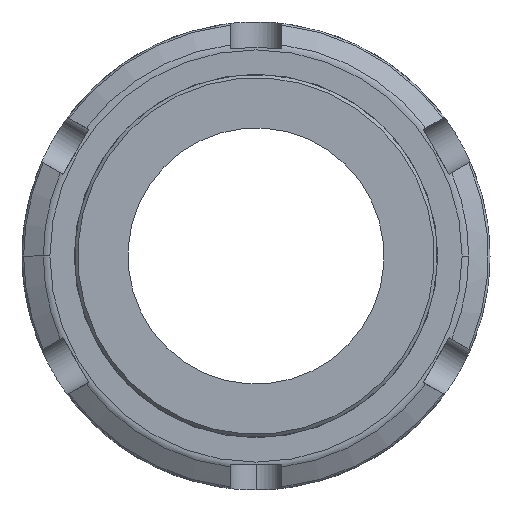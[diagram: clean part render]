
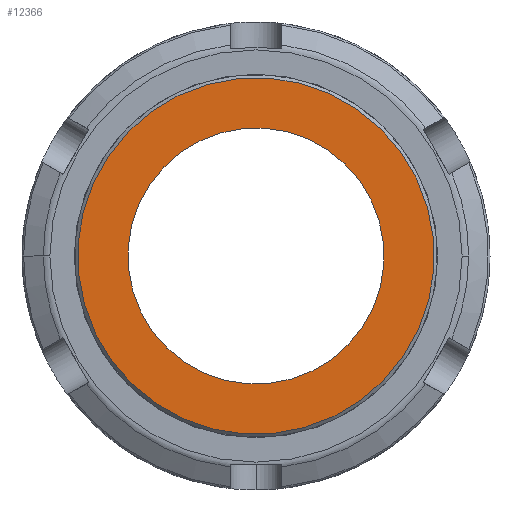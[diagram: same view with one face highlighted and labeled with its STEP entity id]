
A CAD part, left-side view. The second image highlights one B-rep face of the part: STEP entity #12366.
In plain terms, the highlighted planar face has unit normal (-1, 0, 0).
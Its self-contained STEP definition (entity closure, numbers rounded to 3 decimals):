
#206 = VERTEX_POINT ( 'NONE', #5834 ) ;
#208 = VERTEX_POINT ( 'NONE', #5826 ) ;
#242 = VERTEX_POINT ( 'NONE', #5854 ) ;
#243 = VERTEX_POINT ( 'NONE', #5855 ) ;
#294 = EDGE_CURVE ( 'NONE', #242, #206, #7744, .T. ) ;
#345 = EDGE_CURVE ( 'NONE', #243, #208, #7836, .T. ) ;
#381 = EDGE_CURVE ( 'NONE', #206, #242, #7867, .T. ) ;
#402 = EDGE_CURVE ( 'NONE', #208, #243, #7858, .T. ) ;
#5635 = CARTESIAN_POINT ( 'NONE',  ( -10.47, 0., 0. ) ) ;
#5638 = DIRECTION ( 'NONE',  ( -1., 0., 0. ) ) ;
#5665 = DIRECTION ( 'NONE',  ( 0., 0., -1. ) ) ;
#5826 = CARTESIAN_POINT ( 'NONE',  ( -10.47, 0., 19.7 ) ) ;
#5834 = CARTESIAN_POINT ( 'NONE',  ( -10.47, 0., -27.43 ) ) ;
#5854 = CARTESIAN_POINT ( 'NONE',  ( -10.47, 0., 27.43 ) ) ;
#5855 = CARTESIAN_POINT ( 'NONE',  ( -10.47, 0., -19.7 ) ) ;
#6160 = AXIS2_PLACEMENT_3D ( 'NONE', #9350, #9316, #9317 ) ;
#7260 = EDGE_LOOP ( 'NONE', ( #7749, #7765 ) ) ;
#7263 = EDGE_LOOP ( 'NONE', ( #7727, #7759 ) ) ;
#7727 = ORIENTED_EDGE ( 'NONE', *, *, #402, .F. ) ;
#7744 = CIRCLE ( 'NONE', #10030, 27.43 ) ;
#7749 = ORIENTED_EDGE ( 'NONE', *, *, #381, .T. ) ;
#7759 = ORIENTED_EDGE ( 'NONE', *, *, #345, .F. ) ;
#7765 = ORIENTED_EDGE ( 'NONE', *, *, #294, .T. ) ;
#7836 = CIRCLE ( 'NONE', #10019, 19.7 ) ;
#7858 = CIRCLE ( 'NONE', #10068, 19.7 ) ;
#7867 = CIRCLE ( 'NONE', #10064, 27.43 ) ;
#9316 = DIRECTION ( 'NONE',  ( 1., 0., 0. ) ) ;
#9317 = DIRECTION ( 'NONE',  ( 0., 0., -1. ) ) ;
#9327 = PLANE ( 'NONE',  #6160 ) ;
#9350 = CARTESIAN_POINT ( 'NONE',  ( -10.47, -9.377, 0. ) ) ;
#10019 = AXIS2_PLACEMENT_3D ( 'NONE', #10646, #10645, #10662 ) ;
#10030 = AXIS2_PLACEMENT_3D ( 'NONE', #5635, #5638, #5665 ) ;
#10064 = AXIS2_PLACEMENT_3D ( 'NONE', #10763, #10737, #10736 ) ;
#10068 = AXIS2_PLACEMENT_3D ( 'NONE', #10830, #10847, #10855 ) ;
#10645 = DIRECTION ( 'NONE',  ( -1., 0., 0. ) ) ;
#10646 = CARTESIAN_POINT ( 'NONE',  ( -10.47, 0., 0. ) ) ;
#10662 = DIRECTION ( 'NONE',  ( 0., 0., 1. ) ) ;
#10736 = DIRECTION ( 'NONE',  ( 0., 0., -1. ) ) ;
#10737 = DIRECTION ( 'NONE',  ( -1., 0., 0. ) ) ;
#10763 = CARTESIAN_POINT ( 'NONE',  ( -10.47, 0., 0. ) ) ;
#10830 = CARTESIAN_POINT ( 'NONE',  ( -10.47, 0., 0. ) ) ;
#10847 = DIRECTION ( 'NONE',  ( -1., 0., 0. ) ) ;
#10855 = DIRECTION ( 'NONE',  ( 0., 0., 1. ) ) ;
#11848 = FACE_OUTER_BOUND ( 'NONE', #7260, .T. ) ;
#11855 = FACE_BOUND ( 'NONE', #7263, .T. ) ;
#12366 = ADVANCED_FACE ( 'NONE', ( #11848, #11855 ), #9327, .F. ) ;
